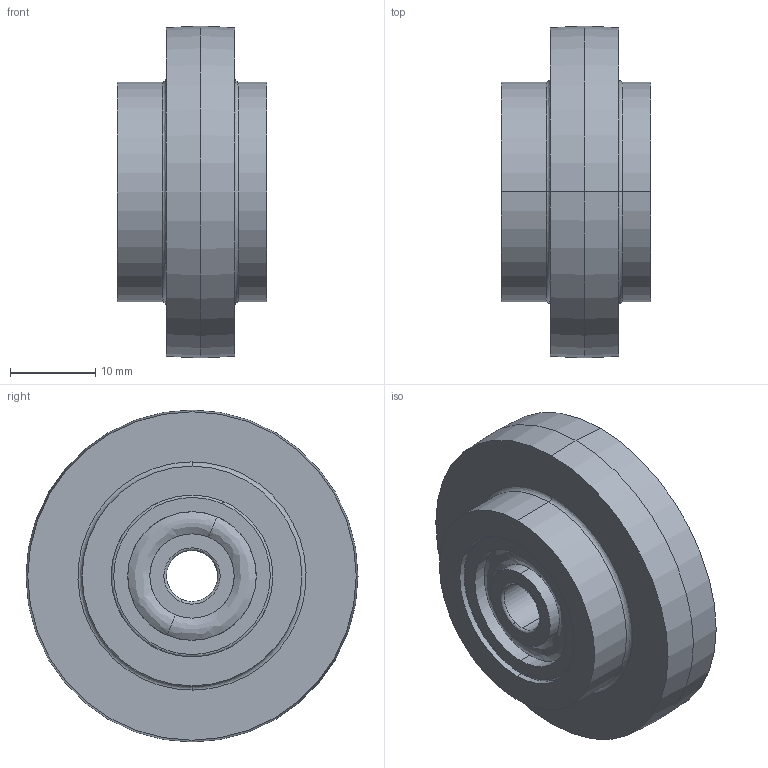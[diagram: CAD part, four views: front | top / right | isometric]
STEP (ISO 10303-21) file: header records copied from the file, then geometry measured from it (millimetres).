
FILE_DESCRIPTION (( 'STEP AP203' ), '1' );
FILE_NAME ('283218003_c_1.STEP', '2023-04-11T13:43:27', ( '' ), ( '' ), 'SwSTEP 2.0', 'SolidWorks 2014', '' );
FILE_SCHEMA (( 'CONFIG_CONTROL_DESIGN' ));
Length unit declared in the file: millimetre
Products named in the file (1): 283218003_c_1
Bounding box: 17.6 x 39 x 39 mm (x, y, z)
Volume: 13079.8 mm3; surface area: 6175.2 mm2
Topology: 1 solids, 2 shells, 94 faces, 222 edges, 144 vertices
Faces by surface type: cylinder 38, bspline 28, plane 16, cone 12
Entity records: 3709 total; most frequent: CARTESIAN_POINT 1469, DIRECTION 488, ORIENTED_EDGE 444, EDGE_CURVE 222, AXIS2_PLACEMENT_3D 219, CIRCLE 152, VERTEX_POINT 144, EDGE_LOOP 110
